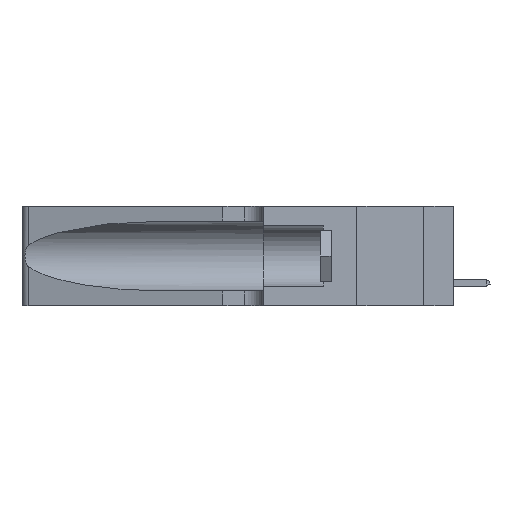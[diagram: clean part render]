
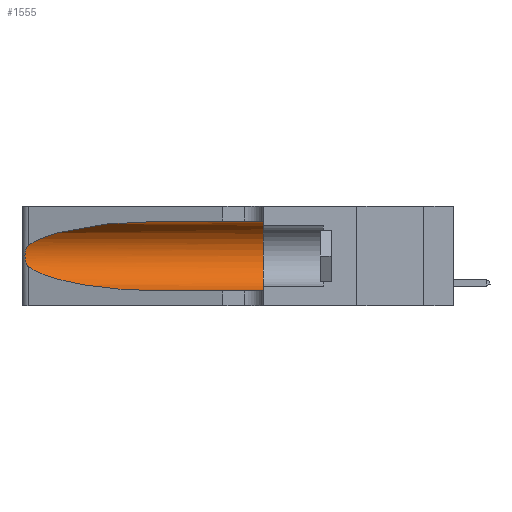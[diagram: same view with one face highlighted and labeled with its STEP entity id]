
A CAD part, left-side view. The second image highlights one B-rep face of the part: STEP entity #1555.
In plain terms, the highlighted cylindrical face has radius 3.308 mm (diameter 6.617 mm), a partial arc.
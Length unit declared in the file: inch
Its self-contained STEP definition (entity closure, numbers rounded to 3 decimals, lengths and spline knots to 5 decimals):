
#359 = CARTESIAN_POINT ( 'NONE',  ( 0.25555, 1.22994, 0.2215 ) ) ;
#498 = CARTESIAN_POINT ( 'NONE',  ( 0.25639, 1.23184, 0.21858 ) ) ;
#801 = VECTOR ( 'NONE', #16636, 39.37008 ) ;
#1260 = ORIENTED_EDGE ( 'NONE', *, *, #15452, .T. ) ;
#1392 = DIRECTION ( 'NONE',  ( 0., 0., 1. ) ) ;
#1555 = ADVANCED_FACE ( 'NONE', ( #14892 ), #17874, .F. ) ;
#1852 = ORIENTED_EDGE ( 'NONE', *, *, #4059, .T. ) ;
#1914 = CARTESIAN_POINT ( 'NONE',  ( 0.26018, 1.23835, 0.19895 ) ) ;
#1986 = CARTESIAN_POINT ( 'NONE',  ( 0.25555, 1.22993, 0.14849 ) ) ;
#2655 = CARTESIAN_POINT ( 'NONE',  ( 0.1305, 0.72297, 0.05475 ) ) ;
#2856 = ORIENTED_EDGE ( 'NONE', *, *, #5208, .F. ) ;
#2930 = CARTESIAN_POINT ( 'NONE',  ( 0.1305, 0.72297, 0.05475 ) ) ;
#3785 = VERTEX_POINT ( 'NONE', #8453 ) ;
#3988 = ORIENTED_EDGE ( 'NONE', *, *, #9707, .T. ) ;
#4059 = EDGE_CURVE ( 'NONE', #12850, #11562, #15039, .T. ) ;
#4507 = DIRECTION ( 'NONE',  ( 0., -1., 0. ) ) ;
#5064 = CARTESIAN_POINT ( 'NONE',  ( 0.26075, 1.23896, 0.178 ) ) ;
#5208 = EDGE_CURVE ( 'NONE', #10615, #18544, #8119, .T. ) ;
#5512 = VERTEX_POINT ( 'NONE', #8535 ) ;
#6464 = ORIENTED_EDGE ( 'NONE', *, *, #12984, .F. ) ;
#7097 = CARTESIAN_POINT ( 'NONE',  ( 0.25487, 1.22718, 0.14631 ) ) ;
#8119 = CIRCLE ( 'NONE', #10894, 0.13025 ) ;
#8222 = CARTESIAN_POINT ( 'NONE',  ( 0.26017, 1.23833, 0.17102 ) ) ;
#8291 = EDGE_LOOP ( 'NONE', ( #1260, #20089, #1852, #3988, #2856, #6464 ) ) ;
#8453 = CARTESIAN_POINT ( 'NONE',  ( 0.1305, 0.72297, 0.31525 ) ) ;
#8472 = DIRECTION ( 'NONE',  ( 0., -1., 0. ) ) ;
#8531 = CARTESIAN_POINT ( 'NONE',  ( 0.1305, 1.61858, 0.31525 ) ) ;
#8535 = CARTESIAN_POINT ( 'NONE',  ( 0.25487, 1.22718, 0.22369 ) ) ;
#9643 = CARTESIAN_POINT ( 'NONE',  ( 0.1305, 0.35, 0.185 ) ) ;
#9707 = EDGE_CURVE ( 'NONE', #11562, #18544, #14736, .T. ) ;
#9888 = B_SPLINE_CURVE_WITH_KNOTS ( 'NONE', 3,
 ( #17653, #359, #498, #16192, #12785, #1914, #12849, #5064, #8222, #19371, #11357, #14520, #1986, #12911 ),
 .UNSPECIFIED., .F., .F.,
 ( 4, 2, 2, 2, 2, 2, 4 ),
 ( 0., 0.00027, 0.00053, 0.00107, 0.0016, 0.00187, 0.00214 ),
 .UNSPECIFIED. ) ;
#10245 = CARTESIAN_POINT ( 'NONE',  ( 0.1305, 0.35, 0.31525 ) ) ;
#10324 = AXIS2_PLACEMENT_3D ( 'NONE', #12144, #4507, #10643 ) ;
#10377 = CARTESIAN_POINT ( 'NONE',  ( 0.18966, 0.96281, 0.05475 ) ) ;
#10615 = VERTEX_POINT ( 'NONE', #10245 ) ;
#10643 = DIRECTION ( 'NONE',  ( 0., 0., -1. ) ) ;
#10894 = AXIS2_PLACEMENT_3D ( 'NONE', #9643, #20338, #1392 ) ;
#11357 = CARTESIAN_POINT ( 'NONE',  ( 0.25789, 1.23486, 0.15765 ) ) ;
#11562 = VERTEX_POINT ( 'NONE', #2930 ) ;
#11944 = CARTESIAN_POINT ( 'NONE',  ( 0.1305, 1.61858, 0.05475 ) ) ;
#12144 = CARTESIAN_POINT ( 'NONE',  ( 0.1305, 1.61858, 0.185 ) ) ;
#12785 = CARTESIAN_POINT ( 'NONE',  ( 0.25854, 1.2359, 0.20912 ) ) ;
#12849 = CARTESIAN_POINT ( 'NONE',  ( 0.26075, 1.23896, 0.19203 ) ) ;
#12850 = VERTEX_POINT ( 'NONE', #20247 ) ;
#12911 = CARTESIAN_POINT ( 'NONE',  ( 0.25487, 1.22718, 0.14631 ) ) ;
#12984 = EDGE_CURVE ( 'NONE', #3785, #10615, #16122, .T. ) ;
#14280 = CARTESIAN_POINT ( 'NONE',  ( 0.1305, 0.72297, 0.31525 ) ) ;
#14520 = CARTESIAN_POINT ( 'NONE',  ( 0.25639, 1.23186, 0.15144 ) ) ;
#14736 = LINE ( 'NONE', #11944, #801 ) ;
#14892 = FACE_OUTER_BOUND ( 'NONE', #8291, .T. ) ;
#15039 =( BOUNDED_CURVE ( )  B_SPLINE_CURVE ( 3, ( #7097, #19684, #10377, #2655 ),
 .UNSPECIFIED., .F., .T. ) 
 B_SPLINE_CURVE_WITH_KNOTS ( ( 4, 4 ),
 ( 3.44316, 4.71239 ),
 .UNSPECIFIED. ) 
 CURVE ( )  GEOMETRIC_REPRESENTATION_ITEM ( )  RATIONAL_B_SPLINE_CURVE ( ( 1., 0.87, 0.87, 1. ) ) 
 REPRESENTATION_ITEM ( '' )  );
#15452 = EDGE_CURVE ( 'NONE', #3785, #5512, #18460, .T. ) ;
#16089 = CARTESIAN_POINT ( 'NONE',  ( 0.2373, 1.15595, 0.28018 ) ) ;
#16122 = LINE ( 'NONE', #8531, #16625 ) ;
#16192 = CARTESIAN_POINT ( 'NONE',  ( 0.25787, 1.23484, 0.2124 ) ) ;
#16625 = VECTOR ( 'NONE', #8472, 39.37008 ) ;
#16636 = DIRECTION ( 'NONE',  ( 0., -1., 0. ) ) ;
#17653 = CARTESIAN_POINT ( 'NONE',  ( 0.25487, 1.22718, 0.22369 ) ) ;
#17761 = CARTESIAN_POINT ( 'NONE',  ( 0.25487, 1.22718, 0.22369 ) ) ;
#17874 = CYLINDRICAL_SURFACE ( 'NONE', #10324, 0.13025 ) ;
#18460 =( BOUNDED_CURVE ( )  B_SPLINE_CURVE ( 3, ( #14280, #18921, #16089, #17761 ),
 .UNSPECIFIED., .F., .T. ) 
 B_SPLINE_CURVE_WITH_KNOTS ( ( 4, 4 ),
 ( 1.5708, 2.84003 ),
 .UNSPECIFIED. ) 
 CURVE ( )  GEOMETRIC_REPRESENTATION_ITEM ( )  RATIONAL_B_SPLINE_CURVE ( ( 1., 0.87, 0.87, 1. ) ) 
 REPRESENTATION_ITEM ( '' )  );
#18462 = EDGE_CURVE ( 'NONE', #5512, #12850, #9888, .T. ) ;
#18544 = VERTEX_POINT ( 'NONE', #19504 ) ;
#18921 = CARTESIAN_POINT ( 'NONE',  ( 0.18966, 0.96281, 0.31525 ) ) ;
#19371 = CARTESIAN_POINT ( 'NONE',  ( 0.25856, 1.23593, 0.16098 ) ) ;
#19504 = CARTESIAN_POINT ( 'NONE',  ( 0.1305, 0.35, 0.05475 ) ) ;
#19684 = CARTESIAN_POINT ( 'NONE',  ( 0.2373, 1.15595, 0.08982 ) ) ;
#20089 = ORIENTED_EDGE ( 'NONE', *, *, #18462, .T. ) ;
#20247 = CARTESIAN_POINT ( 'NONE',  ( 0.25487, 1.22718, 0.14631 ) ) ;
#20338 = DIRECTION ( 'NONE',  ( 0., 1., 0. ) ) ;
